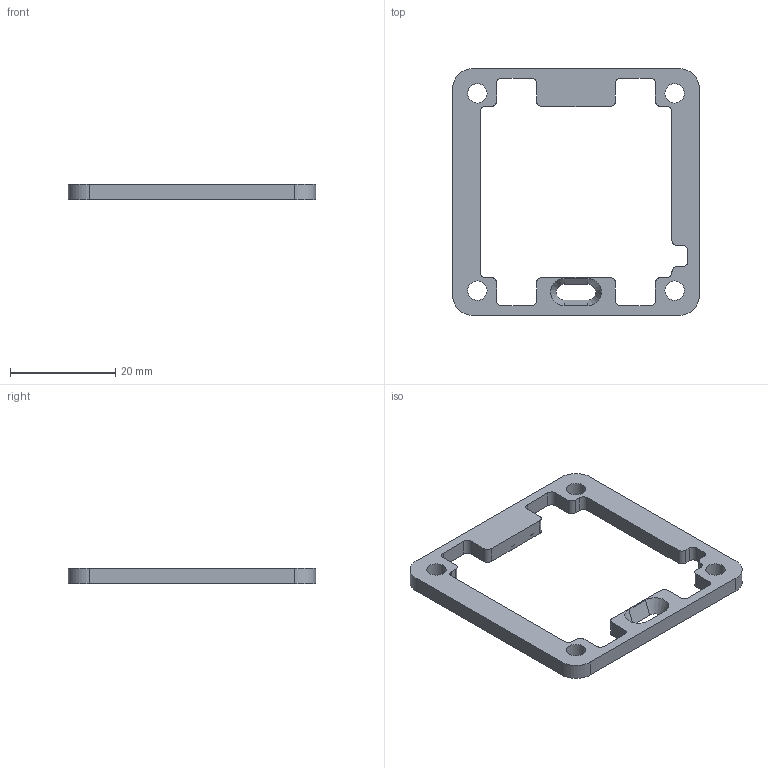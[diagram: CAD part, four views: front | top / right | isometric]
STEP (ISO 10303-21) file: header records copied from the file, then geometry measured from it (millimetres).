
FILE_DESCRIPTION(('FreeCAD Model'),'2;1');
FILE_NAME( 'top_face.step', '2020-03-07T00:57:43',('Anool'),('Wyolum'), 'Open CASCADE STEP processor 7.3','FreeCAD','Unknown');
FILE_SCHEMA(('AUTOMOTIVE_DESIGN { 1 0 10303 214 1 1 1 1 }'));
Length unit declared in the file: millimetre
Products named in the file (1): top_face
Bounding box: 47 x 47 x 3 mm (x, y, z)
Volume: 2263.8 mm3; surface area: 2821.4 mm2
Topology: 1 solids, 1 shells, 74 faces, 210 edges, 140 vertices
Faces by surface type: plane 36, cylinder 36, cone 2
Full cylindrical faces by diameter (mm): 2 x2, 2.6 x2, 3.7 x4
Entity records: 2481 total; most frequent: DIRECTION 438, CARTESIAN_POINT 427, ORIENTED_EDGE 420, EDGE_CURVE 210, AXIS2_PLACEMENT_3D 155, VERTEX_POINT 140, LINE 128, VECTOR 128
